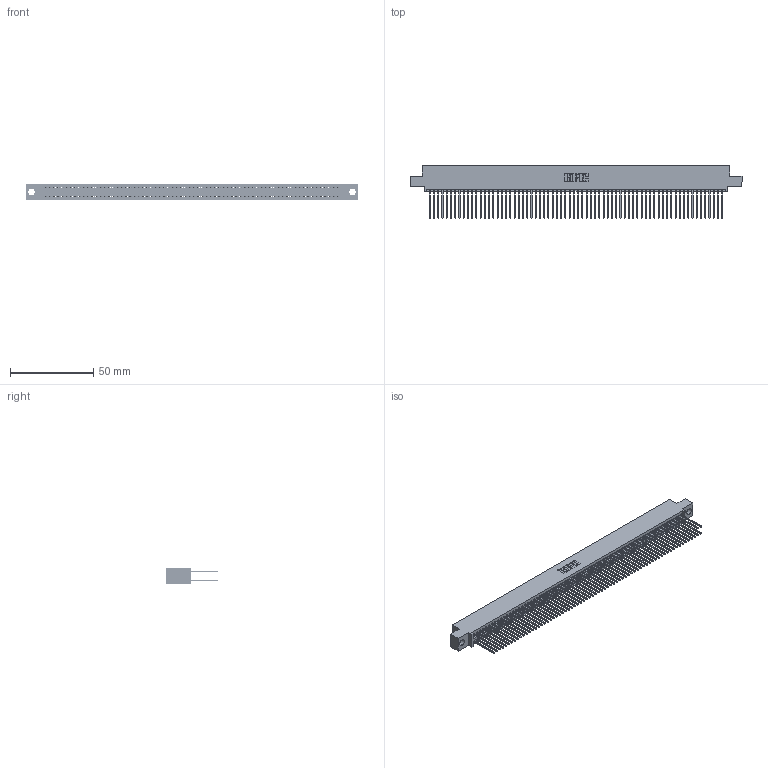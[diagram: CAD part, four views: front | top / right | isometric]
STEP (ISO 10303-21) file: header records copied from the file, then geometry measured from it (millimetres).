
FILE_DESCRIPTION (( 'STEP AP203' ), '1' );
FILE_NAME ('395-140-542-504.STEP', '2018-12-05T22:04:33', ( '' ), ( '' ), 'SwSTEP 2.0', 'SolidWorks 2016', '' );
FILE_SCHEMA (( 'CONFIG_CONTROL_DESIGN' ));
Length unit declared in the file: inch
Products named in the file (3): 345-292-001_345-293-142; 345 Part_0.110 Offset - 0.156 Dia-TH; 395-140-542-504
Assembly tree (141 placements, depth 2):
  395-140-542-504
    345 Part_0.110 Offset - 0.156 Dia-TH
    345-292-001_345-293-142  x140
Bounding box: 199.01 x 31.29 x 9.4 mm (x, y, z)
Volume: 20083.3 mm3; surface area: 33186.6 mm2
Topology: 141 solids, 141 shells, 7130 faces, 21213 edges, 13954 vertices
Faces by surface type: plane 4704, cylinder 2426
Entity records: 51307 total; most frequent: CARTESIAN_POINT 8576, ORIENTED_EDGE 8510, DIRECTION 7527, EDGE_CURVE 4255, LINE 3843, VECTOR 3843, VERTEX_POINT 2834, AXIS2_PLACEMENT_3D 1842
